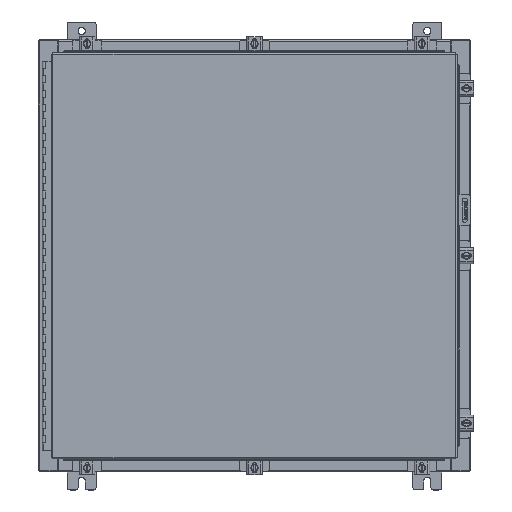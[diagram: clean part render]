
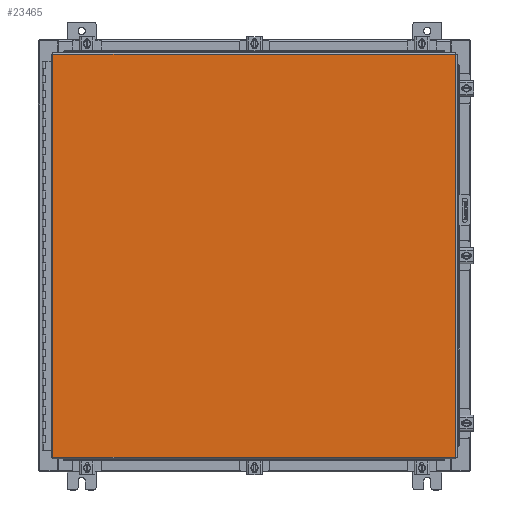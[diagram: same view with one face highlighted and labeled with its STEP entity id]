
A CAD part, top view. The second image highlights one B-rep face of the part: STEP entity #23465.
In plain terms, the highlighted planar face has unit normal (0, 0, 1).
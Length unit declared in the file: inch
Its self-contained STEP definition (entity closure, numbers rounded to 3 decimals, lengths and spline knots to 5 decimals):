
#143 = VECTOR ( 'NONE', #3015, 39.37008 ) ;
#284 = ORIENTED_EDGE ( 'NONE', *, *, #29622, .T. ) ;
#591 = VERTEX_POINT ( 'NONE', #33729 ) ;
#2503 = DIRECTION ( 'NONE',  ( 0., 0., -1. ) ) ;
#2539 = VERTEX_POINT ( 'NONE', #31430 ) ;
#3015 = DIRECTION ( 'NONE',  ( 0., 1., 0. ) ) ;
#3878 = ORIENTED_EDGE ( 'NONE', *, *, #33086, .T. ) ;
#4126 = VECTOR ( 'NONE', #12674, 39.37008 ) ;
#5059 = ORIENTED_EDGE ( 'NONE', *, *, #32446, .T. ) ;
#5561 = AXIS2_PLACEMENT_3D ( 'NONE', #38646, #2503, #23638 ) ;
#6427 = VECTOR ( 'NONE', #15187, 39.37008 ) ;
#8381 = LINE ( 'NONE', #33313, #31525 ) ;
#9131 = LINE ( 'NONE', #27184, #143 ) ;
#9625 = CARTESIAN_POINT ( 'NONE',  ( -13.9903, 14.0063, 0. ) ) ;
#12674 = DIRECTION ( 'NONE',  ( 0., -1., 0. ) ) ;
#15187 = DIRECTION ( 'NONE',  ( 1., 0., 0. ) ) ;
#17566 = PLANE ( 'NONE',  #5561 ) ;
#19767 = VERTEX_POINT ( 'NONE', #27495 ) ;
#22455 = LINE ( 'NONE', #33277, #6427 ) ;
#23465 = ADVANCED_FACE ( 'NONE', ( #32965 ), #17566, .F. ) ;
#23638 = DIRECTION ( 'NONE',  ( -1., 0., 0. ) ) ;
#24404 = EDGE_CURVE ( 'NONE', #591, #35681, #28231, .T. ) ;
#25639 = CARTESIAN_POINT ( 'NONE',  ( -13.9903, -14.0063, 0. ) ) ;
#25780 = EDGE_LOOP ( 'NONE', ( #3878, #284, #5059, #33379 ) ) ;
#27184 = CARTESIAN_POINT ( 'NONE',  ( 13.9903, -14.0063, 0. ) ) ;
#27495 = CARTESIAN_POINT ( 'NONE',  ( 13.9903, -14.0063, 0. ) ) ;
#28231 = LINE ( 'NONE', #9625, #4126 ) ;
#29622 = EDGE_CURVE ( 'NONE', #19767, #2539, #9131, .T. ) ;
#31430 = CARTESIAN_POINT ( 'NONE',  ( 13.9903, 14.0063, 0. ) ) ;
#31525 = VECTOR ( 'NONE', #33071, 39.37008 ) ;
#32446 = EDGE_CURVE ( 'NONE', #2539, #591, #8381, .T. ) ;
#32965 = FACE_OUTER_BOUND ( 'NONE', #25780, .T. ) ;
#33071 = DIRECTION ( 'NONE',  ( -1., 0., 0. ) ) ;
#33086 = EDGE_CURVE ( 'NONE', #35681, #19767, #22455, .T. ) ;
#33277 = CARTESIAN_POINT ( 'NONE',  ( -13.9903, -14.0063, 0. ) ) ;
#33313 = CARTESIAN_POINT ( 'NONE',  ( 13.9903, 14.0063, 0. ) ) ;
#33379 = ORIENTED_EDGE ( 'NONE', *, *, #24404, .T. ) ;
#33729 = CARTESIAN_POINT ( 'NONE',  ( -13.9903, 14.0063, 0. ) ) ;
#35681 = VERTEX_POINT ( 'NONE', #25639 ) ;
#38646 = CARTESIAN_POINT ( 'NONE',  ( 0., 0., 0. ) ) ;
